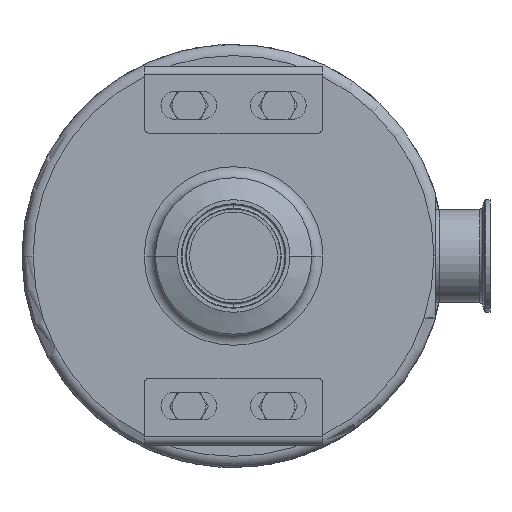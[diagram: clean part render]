
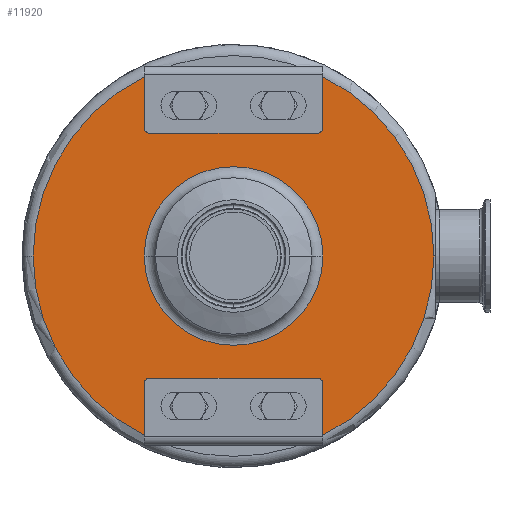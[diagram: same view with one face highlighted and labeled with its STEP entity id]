
A CAD part, front view. The second image highlights one B-rep face of the part: STEP entity #11920.
In plain terms, the highlighted planar face has unit normal (0, -1, 0).
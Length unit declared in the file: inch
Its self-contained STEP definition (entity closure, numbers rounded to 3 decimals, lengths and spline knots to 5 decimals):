
#103 = CARTESIAN_POINT ( 'NONE',  ( 1.875, -1.57, 2.87279 ) ) ;
#161 = EDGE_CURVE ( 'NONE', #5023, #8399, #5712, .T. ) ;
#264 = AXIS2_PLACEMENT_3D ( 'NONE', #12682, #8646, #2418 ) ;
#334 = CARTESIAN_POINT ( 'NONE',  ( -2., -1.57, 2.87279 ) ) ;
#406 = CARTESIAN_POINT ( 'NONE',  ( -1.875, -1.57, -2.85818 ) ) ;
#883 = DIRECTION ( 'NONE',  ( 0., 1., 0. ) ) ;
#909 = DIRECTION ( 'NONE',  ( -1., 0., 0. ) ) ;
#1001 = CARTESIAN_POINT ( 'NONE',  ( 1.875, -1.57, -2.73318 ) ) ;
#1208 = DIRECTION ( 'NONE',  ( 0., 1., 0. ) ) ;
#1248 = VERTEX_POINT ( 'NONE', #8421 ) ;
#1251 = CARTESIAN_POINT ( 'NONE',  ( -1.875, -1.57, 2.74779 ) ) ;
#1285 = CARTESIAN_POINT ( 'NONE',  ( 2., -1.57, 0. ) ) ;
#1426 = DIRECTION ( 'NONE',  ( 0., 0., -1. ) ) ;
#1791 = CARTESIAN_POINT ( 'NONE',  ( 0., -1.57, 0. ) ) ;
#1842 = DIRECTION ( 'NONE',  ( 0., 0., -1. ) ) ;
#2039 = CARTESIAN_POINT ( 'NONE',  ( 0., -1.57, 0. ) ) ;
#2202 = LINE ( 'NONE', #5960, #3332 ) ;
#2407 = DIRECTION ( 'NONE',  ( 0., 1., 0. ) ) ;
#2418 = DIRECTION ( 'NONE',  ( -1., 0., 0. ) ) ;
#2460 = VECTOR ( 'NONE', #4703, 39.37008 ) ;
#2544 = EDGE_CURVE ( 'NONE', #4351, #5420, #3453, .T. ) ;
#2643 = DIRECTION ( 'NONE',  ( 0., 1., 0. ) ) ;
#2934 = ORIENTED_EDGE ( 'NONE', *, *, #4633, .F. ) ;
#2993 = ORIENTED_EDGE ( 'NONE', *, *, #6047, .F. ) ;
#3026 = CIRCLE ( 'NONE', #5059, 2. ) ;
#3105 = EDGE_CURVE ( 'NONE', #12935, #8399, #13326, .T. ) ;
#3176 = DIRECTION ( 'NONE',  ( -1., 0., 0. ) ) ;
#3260 = EDGE_CURVE ( 'NONE', #10578, #3878, #3751, .T. ) ;
#3305 = CARTESIAN_POINT ( 'NONE',  ( 2., -1.57, 0. ) ) ;
#3332 = VECTOR ( 'NONE', #1842, 39.37008 ) ;
#3453 = LINE ( 'NONE', #9867, #2460 ) ;
#3479 = VECTOR ( 'NONE', #5477, 39.37008 ) ;
#3491 = EDGE_LOOP ( 'NONE', ( #10244, #4656 ) ) ;
#3502 = ORIENTED_EDGE ( 'NONE', *, *, #10674, .T. ) ;
#3698 = VERTEX_POINT ( 'NONE', #334 ) ;
#3751 = CIRCLE ( 'NONE', #10356, 4.485 ) ;
#3779 = VERTEX_POINT ( 'NONE', #11113 ) ;
#3814 = DIRECTION ( 'NONE',  ( 0., 1., 0. ) ) ;
#3875 = EDGE_CURVE ( 'NONE', #3779, #5023, #10868, .T. ) ;
#3878 = VERTEX_POINT ( 'NONE', #12242 ) ;
#4072 = DIRECTION ( 'NONE',  ( 0., 0., 1. ) ) ;
#4075 = AXIS2_PLACEMENT_3D ( 'NONE', #406, #2643, #6699 ) ;
#4123 = LINE ( 'NONE', #1285, #3479 ) ;
#4179 = CARTESIAN_POINT ( 'NONE',  ( 0., -1.57, 0. ) ) ;
#4184 = CARTESIAN_POINT ( 'NONE',  ( -2., -1.57, -2.85818 ) ) ;
#4215 = DIRECTION ( 'NONE',  ( 0., 1., 0. ) ) ;
#4351 = VERTEX_POINT ( 'NONE', #11100 ) ;
#4465 = FACE_OUTER_BOUND ( 'NONE', #7499, .T. ) ;
#4633 = EDGE_CURVE ( 'NONE', #4881, #4780, #10208, .T. ) ;
#4656 = ORIENTED_EDGE ( 'NONE', *, *, #9730, .T. ) ;
#4703 = DIRECTION ( 'NONE',  ( 0., 0., 1. ) ) ;
#4772 = FACE_BOUND ( 'NONE', #3491, .T. ) ;
#4780 = VERTEX_POINT ( 'NONE', #10480 ) ;
#4881 = VERTEX_POINT ( 'NONE', #5887 ) ;
#4985 = CARTESIAN_POINT ( 'NONE',  ( -2., -1.57, -4.04568 ) ) ;
#5023 = VERTEX_POINT ( 'NONE', #4184 ) ;
#5036 = ORIENTED_EDGE ( 'NONE', *, *, #7059, .T. ) ;
#5059 = AXIS2_PLACEMENT_3D ( 'NONE', #9668, #2407, #12806 ) ;
#5397 = DIRECTION ( 'NONE',  ( -1., 0., 0. ) ) ;
#5420 = VERTEX_POINT ( 'NONE', #5958 ) ;
#5477 = DIRECTION ( 'NONE',  ( 0., 0., -1. ) ) ;
#5600 = VERTEX_POINT ( 'NONE', #1251 ) ;
#5712 = CIRCLE ( 'NONE', #4075, 0.125 ) ;
#5887 = CARTESIAN_POINT ( 'NONE',  ( 2., -1.57, 4.01438 ) ) ;
#5891 = ORIENTED_EDGE ( 'NONE', *, *, #161, .T. ) ;
#5958 = CARTESIAN_POINT ( 'NONE',  ( 2., -1.57, -2.85818 ) ) ;
#5960 = CARTESIAN_POINT ( 'NONE',  ( -2., -1.57, 0. ) ) ;
#5965 = ORIENTED_EDGE ( 'NONE', *, *, #3875, .T. ) ;
#5967 = CIRCLE ( 'NONE', #264, 4.485 ) ;
#6015 = CIRCLE ( 'NONE', #8868, 0.125 ) ;
#6047 = EDGE_CURVE ( 'NONE', #4780, #4351, #8393, .T. ) ;
#6073 = ORIENTED_EDGE ( 'NONE', *, *, #13059, .F. ) ;
#6167 = AXIS2_PLACEMENT_3D ( 'NONE', #7560, #1208, #5397 ) ;
#6351 = CARTESIAN_POINT ( 'NONE',  ( -1.875, -1.57, 2.87279 ) ) ;
#6463 = AXIS2_PLACEMENT_3D ( 'NONE', #13360, #7198, #909 ) ;
#6606 = AXIS2_PLACEMENT_3D ( 'NONE', #13029, #6819, #1426 ) ;
#6699 = DIRECTION ( 'NONE',  ( 0., 0., -1. ) ) ;
#6819 = DIRECTION ( 'NONE',  ( 0., 1., 0. ) ) ;
#6845 = EDGE_CURVE ( 'NONE', #3878, #3698, #2202, .T. ) ;
#7009 = DIRECTION ( 'NONE',  ( -1., 0., 0. ) ) ;
#7059 = EDGE_CURVE ( 'NONE', #5600, #3698, #8395, .T. ) ;
#7083 = ORIENTED_EDGE ( 'NONE', *, *, #3105, .F. ) ;
#7175 = CIRCLE ( 'NONE', #6606, 0.125 ) ;
#7198 = DIRECTION ( 'NONE',  ( 0., 1., 0. ) ) ;
#7306 = AXIS2_PLACEMENT_3D ( 'NONE', #1791, #3814, #11158 ) ;
#7310 = DIRECTION ( 'NONE',  ( 0., 0., 1. ) ) ;
#7390 = ORIENTED_EDGE ( 'NONE', *, *, #12902, .F. ) ;
#7392 = DIRECTION ( 'NONE',  ( 0., 1., 0. ) ) ;
#7427 = DIRECTION ( 'NONE',  ( 0., 0., 1. ) ) ;
#7499 = EDGE_LOOP ( 'NONE', ( #6073, #5965, #5891, #7083, #7936, #11627, #2993, #2934, #8662, #3502, #7390, #5036, #11389, #12960 ) ) ;
#7560 = CARTESIAN_POINT ( 'NONE',  ( 2., -1.57, 0. ) ) ;
#7630 = CIRCLE ( 'NONE', #7306, 2. ) ;
#7730 = LINE ( 'NONE', #11504, #8053 ) ;
#7799 = CARTESIAN_POINT ( 'NONE',  ( 1.875, -1.57, 2.74779 ) ) ;
#7904 = VERTEX_POINT ( 'NONE', #7799 ) ;
#7936 = ORIENTED_EDGE ( 'NONE', *, *, #9582, .T. ) ;
#8053 = VECTOR ( 'NONE', #12596, 39.37008 ) ;
#8393 = CIRCLE ( 'NONE', #6463, 4.485 ) ;
#8395 = CIRCLE ( 'NONE', #9100, 0.125 ) ;
#8399 = VERTEX_POINT ( 'NONE', #12830 ) ;
#8421 = CARTESIAN_POINT ( 'NONE',  ( -2., -1.57, 0. ) ) ;
#8426 = EDGE_CURVE ( 'NONE', #4881, #9275, #4123, .T. ) ;
#8630 = VECTOR ( 'NONE', #7009, 39.37008 ) ;
#8646 = DIRECTION ( 'NONE',  ( 0., 1., 0. ) ) ;
#8662 = ORIENTED_EDGE ( 'NONE', *, *, #8426, .T. ) ;
#8664 = PLANE ( 'NONE',  #6167 ) ;
#8868 = AXIS2_PLACEMENT_3D ( 'NONE', #103, #7392, #7310 ) ;
#9100 = AXIS2_PLACEMENT_3D ( 'NONE', #6351, #4215, #7427 ) ;
#9275 = VERTEX_POINT ( 'NONE', #12507 ) ;
#9441 = AXIS2_PLACEMENT_3D ( 'NONE', #2039, #12395, #11301 ) ;
#9582 = EDGE_CURVE ( 'NONE', #12935, #5420, #7175, .T. ) ;
#9668 = CARTESIAN_POINT ( 'NONE',  ( 0., -1.57, 0. ) ) ;
#9730 = EDGE_CURVE ( 'NONE', #11894, #1248, #7630, .T. ) ;
#9867 = CARTESIAN_POINT ( 'NONE',  ( 2., -1.57, -4.04568 ) ) ;
#10208 = CIRCLE ( 'NONE', #9441, 4.485 ) ;
#10244 = ORIENTED_EDGE ( 'NONE', *, *, #12582, .T. ) ;
#10356 = AXIS2_PLACEMENT_3D ( 'NONE', #4179, #883, #3176 ) ;
#10480 = CARTESIAN_POINT ( 'NONE',  ( 4.485, -1.57, 0. ) ) ;
#10578 = VERTEX_POINT ( 'NONE', #11125 ) ;
#10674 = EDGE_CURVE ( 'NONE', #9275, #7904, #6015, .T. ) ;
#10868 = LINE ( 'NONE', #4985, #13481 ) ;
#11100 = CARTESIAN_POINT ( 'NONE',  ( 2., -1.57, -4.01438 ) ) ;
#11113 = CARTESIAN_POINT ( 'NONE',  ( -2., -1.57, -4.01438 ) ) ;
#11125 = CARTESIAN_POINT ( 'NONE',  ( -4.485, -1.57, 0. ) ) ;
#11158 = DIRECTION ( 'NONE',  ( -1., 0., 0. ) ) ;
#11301 = DIRECTION ( 'NONE',  ( -1., 0., 0. ) ) ;
#11389 = ORIENTED_EDGE ( 'NONE', *, *, #6845, .F. ) ;
#11504 = CARTESIAN_POINT ( 'NONE',  ( -2., -1.57, 2.74779 ) ) ;
#11627 = ORIENTED_EDGE ( 'NONE', *, *, #2544, .F. ) ;
#11894 = VERTEX_POINT ( 'NONE', #3305 ) ;
#11920 = ADVANCED_FACE ( 'NONE', ( #4465, #4772 ), #8664, .F. ) ;
#12242 = CARTESIAN_POINT ( 'NONE',  ( -2., -1.57, 4.01438 ) ) ;
#12395 = DIRECTION ( 'NONE',  ( 0., 1., 0. ) ) ;
#12507 = CARTESIAN_POINT ( 'NONE',  ( 2., -1.57, 2.87279 ) ) ;
#12582 = EDGE_CURVE ( 'NONE', #1248, #11894, #3026, .T. ) ;
#12596 = DIRECTION ( 'NONE',  ( 1., 0., 0. ) ) ;
#12682 = CARTESIAN_POINT ( 'NONE',  ( 0., -1.57, 0. ) ) ;
#12806 = DIRECTION ( 'NONE',  ( -1., 0., 0. ) ) ;
#12830 = CARTESIAN_POINT ( 'NONE',  ( -1.875, -1.57, -2.73318 ) ) ;
#12902 = EDGE_CURVE ( 'NONE', #5600, #7904, #7730, .T. ) ;
#12935 = VERTEX_POINT ( 'NONE', #1001 ) ;
#12960 = ORIENTED_EDGE ( 'NONE', *, *, #3260, .F. ) ;
#13029 = CARTESIAN_POINT ( 'NONE',  ( 1.875, -1.57, -2.85818 ) ) ;
#13059 = EDGE_CURVE ( 'NONE', #3779, #10578, #5967, .T. ) ;
#13205 = CARTESIAN_POINT ( 'NONE',  ( 2., -1.57, -2.73318 ) ) ;
#13326 = LINE ( 'NONE', #13205, #8630 ) ;
#13360 = CARTESIAN_POINT ( 'NONE',  ( 0., -1.57, 0. ) ) ;
#13481 = VECTOR ( 'NONE', #4072, 39.37008 ) ;
